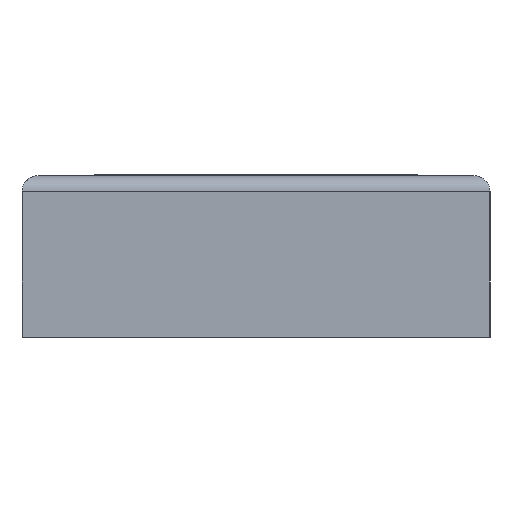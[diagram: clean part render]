
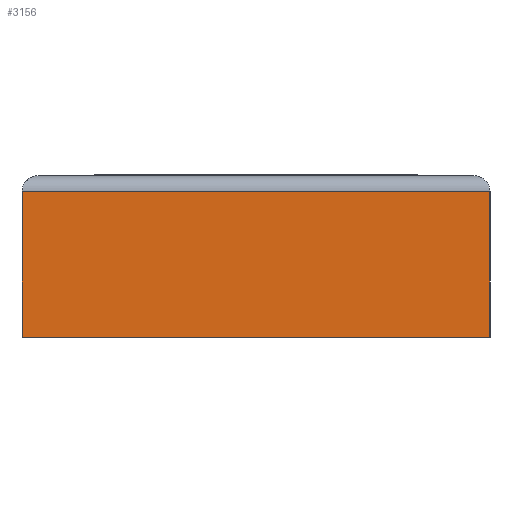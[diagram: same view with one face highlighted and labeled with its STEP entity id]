
A CAD part, left-side view. The second image highlights one B-rep face of the part: STEP entity #3156.
In plain terms, the highlighted face is planar.
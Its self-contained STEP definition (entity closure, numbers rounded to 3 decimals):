
#1477=ORIENTED_EDGE('',*,*,#1963,.F.);
#1478=ORIENTED_EDGE('',*,*,#1951,.T.);
#1479=ORIENTED_EDGE('',*,*,#1961,.T.);
#1480=ORIENTED_EDGE('',*,*,#1964,.F.);
#1715=VECTOR('',#2329,1.);
#1720=VECTOR('',#2346,1.);
#1722=VECTOR('',#2350,1.);
#1723=VECTOR('',#2351,1.);
#1781=LINE('',#2691,#1715);
#1786=LINE('',#2710,#1720);
#1788=LINE('',#2714,#1722);
#1789=LINE('',#2715,#1723);
#1848=VERTEX_POINT('',#2688);
#1849=VERTEX_POINT('',#2690);
#1857=VERTEX_POINT('',#2709);
#1858=VERTEX_POINT('',#2713);
#1951=EDGE_CURVE('',#1849,#1848,#1781,.T.);
#1961=EDGE_CURVE('',#1848,#1857,#1786,.T.);
#1963=EDGE_CURVE('',#1849,#1858,#1788,.T.);
#1964=EDGE_CURVE('',#1858,#1857,#1789,.T.);
#2076=EDGE_LOOP('',(#1477,#1478,#1479,#1480));
#2196=FACE_BOUND('',#2076,.T.);
#2329=DIRECTION('',(0.,58.,0.));
#2346=DIRECTION('',(0.,0.,18.));
#2348=DIRECTION('',(1.,0.,0.));
#2349=DIRECTION('',(0.,-1.,0.));
#2350=DIRECTION('',(0.,0.,18.));
#2351=DIRECTION('',(0.,58.,0.));
#2688=CARTESIAN_POINT('',(120.,58.,0.));
#2690=CARTESIAN_POINT('',(120.,0.,0.));
#2691=CARTESIAN_POINT('',(120.,0.,0.));
#2709=CARTESIAN_POINT('',(120.,58.,18.));
#2710=CARTESIAN_POINT('',(120.,58.,0.));
#2712=CARTESIAN_POINT('',(120.,0.,0.));
#2713=CARTESIAN_POINT('',(120.,0.,18.));
#2714=CARTESIAN_POINT('',(120.,0.,0.));
#2715=CARTESIAN_POINT('',(120.,0.,18.));
#2988=AXIS2_PLACEMENT_3D('',#2712,#2348,#2349);
#3125=PLANE('',#2988);
#3156=ADVANCED_FACE('',(#2196),#3125,.T.);
